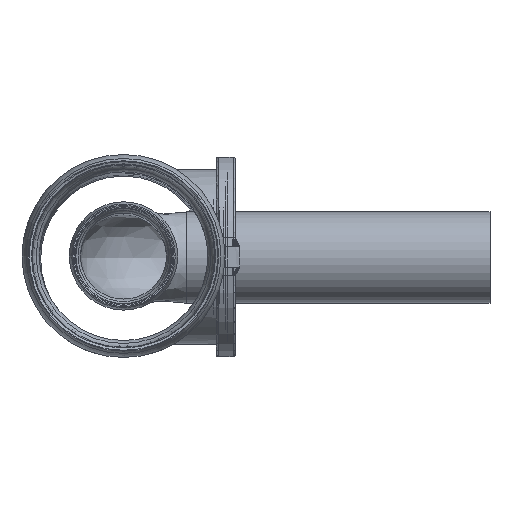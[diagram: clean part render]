
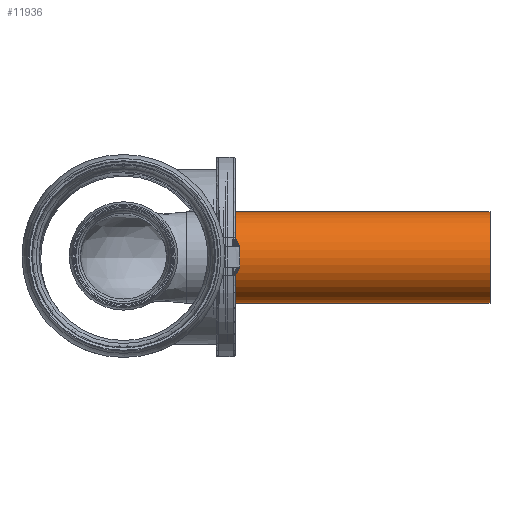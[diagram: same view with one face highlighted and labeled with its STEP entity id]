
A CAD part, top view. The second image highlights one B-rep face of the part: STEP entity #11936.
In plain terms, the highlighted cylindrical face has radius 264.997 mm (diameter 529.993 mm), a full revolution.
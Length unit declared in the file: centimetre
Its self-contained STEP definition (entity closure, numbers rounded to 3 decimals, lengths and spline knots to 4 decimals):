
#672=CYLINDRICAL_SURFACE('',#12826,26.4997);
#893=FACE_OUTER_BOUND('',#1570,.T.);
#1570=EDGE_LOOP('',(#8819,#8820,#8821,#8822));
#2223=LINE('',#17848,#3581);
#3581=VECTOR('',#13999,26.4997);
#5013=CIRCLE('',#12822,26.4997);
#5016=CIRCLE('',#12827,26.4997);
#5388=VERTEX_POINT('',#17837);
#5391=VERTEX_POINT('',#17846);
#6667=EDGE_CURVE('',#5388,#5388,#5013,.T.);
#6671=EDGE_CURVE('',#5391,#5391,#5016,.T.);
#6672=EDGE_CURVE('',#5391,#5388,#2223,.T.);
#8819=ORIENTED_EDGE('',*,*,#6671,.F.);
#8820=ORIENTED_EDGE('',*,*,#6672,.T.);
#8821=ORIENTED_EDGE('',*,*,#6667,.F.);
#8822=ORIENTED_EDGE('',*,*,#6672,.F.);
#11936=ADVANCED_FACE('',(#893),#672,.T.);
#12822=AXIS2_PLACEMENT_3D('',#17838,#13986,#13987);
#12826=AXIS2_PLACEMENT_3D('',#17845,#13995,#13996);
#12827=AXIS2_PLACEMENT_3D('',#17847,#13997,#13998);
#13986=DIRECTION('center_axis',(-1.,0.,0.));
#13987=DIRECTION('ref_axis',(0.,-1.,0.));
#13995=DIRECTION('center_axis',(1.,0.,0.));
#13996=DIRECTION('ref_axis',(0.,0.,
-1.));
#13997=DIRECTION('center_axis',(1.,0.,0.));
#13998=DIRECTION('ref_axis',(0.,0.,
-1.));
#13999=DIRECTION('',(-1.,0.,0.));
#17837=CARTESIAN_POINT('',(63.,0.,476.4997));
#17838=CARTESIAN_POINT('Origin',(63.,0.,
450.));
#17845=CARTESIAN_POINT('Origin',(236.5,0.,450.));
#17846=CARTESIAN_POINT('',(213.,0.,476.4997));
#17847=CARTESIAN_POINT('Origin',(213.,0.,450.));
#17848=CARTESIAN_POINT('',(236.5,0.,476.4997));
